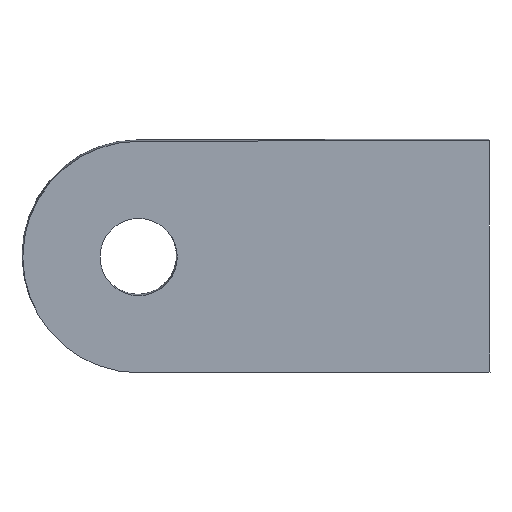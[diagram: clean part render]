
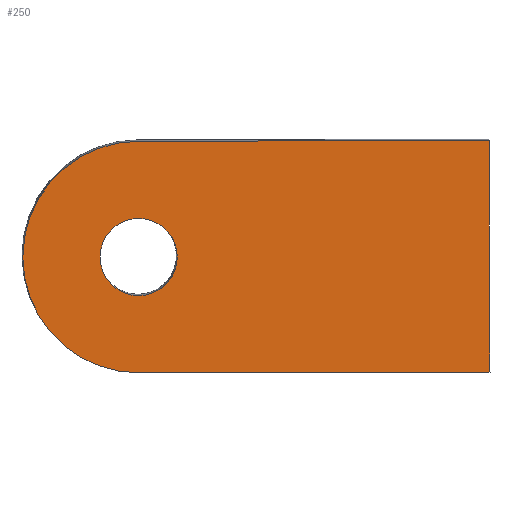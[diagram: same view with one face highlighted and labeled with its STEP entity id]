
A CAD part, left-side view. The second image highlights one B-rep face of the part: STEP entity #250.
In plain terms, the highlighted planar face has unit normal (-1, -0.013, -0.022).
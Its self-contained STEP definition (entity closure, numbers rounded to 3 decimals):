
#63=CARTESIAN_POINT('Vertex',(-1527.639,-252.586,-104.49)) ;
#77=CARTESIAN_POINT('Vertex',(-1527.769,-242.586,-104.49)) ;
#80=CARTESIAN_POINT('Axis2P3D Location',(-1527.704,-247.586,-104.49)) ;
#97=CARTESIAN_POINT('Axis2P3D Location',(-1527.704,-247.586,-104.49)) ;
#178=CARTESIAN_POINT('Vertex',(-1528.039,-247.562,-89.494)) ;
#181=CARTESIAN_POINT('Line Origine',(-1527.744,-270.295,-89.451)) ;
#185=CARTESIAN_POINT('Vertex',(-1527.45,-293.027,-89.409)) ;
#200=CARTESIAN_POINT('Axis2P3D Location',(-1532.234,-19.927,-34.246)) ;
#205=CARTESIAN_POINT('Line Origine',(-1527.073,-270.351,-119.444)) ;
#209=CARTESIAN_POINT('Vertex',(-1526.778,-293.092,-119.401)) ;
#211=CARTESIAN_POINT('Vertex',(-1527.368,-247.61,-119.486)) ;
#214=CARTESIAN_POINT('Line Origine',(-1526.947,-293.058,-111.89)) ;
#218=CARTESIAN_POINT('Vertex',(-1527.115,-293.023,-104.379)) ;
#221=CARTESIAN_POINT('Line Origine',(-1527.282,-293.025,-96.894)) ;
#226=CARTESIAN_POINT('Axis2P3D Location',(-1527.704,-247.586,-104.49)) ;
#230=CARTESIAN_POINT('Vertex',(-1527.898,-232.587,-104.518)) ;
#233=CARTESIAN_POINT('Axis2P3D Location',(-1527.704,-247.586,-104.49)) ;
#81=DIRECTION('Axis2P3D Direction',(1.,0.013,0.022)) ;
#98=DIRECTION('Axis2P3D Direction',(1.,0.013,0.022)) ;
#182=DIRECTION('Vector Direction',(0.013,-1.,0.002)) ;
#201=DIRECTION('Axis2P3D Direction',(1.,0.013,0.022)) ;
#202=DIRECTION('Axis2P3D XDirection',(-0.013,1.,0.)) ;
#206=DIRECTION('Vector Direction',(0.013,-1.,0.002)) ;
#215=DIRECTION('Vector Direction',(-0.022,0.005,1.)) ;
#222=DIRECTION('Vector Direction',(0.022,0.,-1.)) ;
#227=DIRECTION('Axis2P3D Direction',(1.,0.013,0.022)) ;
#234=DIRECTION('Axis2P3D Direction',(1.,0.013,0.022)) ;
#82=AXIS2_PLACEMENT_3D('Circle Axis2P3D',#80,#81,$) ;
#99=AXIS2_PLACEMENT_3D('Circle Axis2P3D',#97,#98,$) ;
#203=AXIS2_PLACEMENT_3D('Plane Axis2P3D',#200,#201,#202) ;
#228=AXIS2_PLACEMENT_3D('Circle Axis2P3D',#226,#227,$) ;
#235=AXIS2_PLACEMENT_3D('Circle Axis2P3D',#233,#234,$) ;
#239=ORIENTED_EDGE('',*,*,#213,.F.) ;
#240=ORIENTED_EDGE('',*,*,#220,.T.) ;
#241=ORIENTED_EDGE('',*,*,#225,.T.) ;
#242=ORIENTED_EDGE('',*,*,#187,.F.) ;
#243=ORIENTED_EDGE('',*,*,#232,.F.) ;
#244=ORIENTED_EDGE('',*,*,#237,.F.) ;
#247=ORIENTED_EDGE('',*,*,#101,.T.) ;
#248=ORIENTED_EDGE('',*,*,#84,.T.) ;
#249=FACE_BOUND('',#246,.T.) ;
#183=VECTOR('Line Direction',#182,1.) ;
#207=VECTOR('Line Direction',#206,1.) ;
#216=VECTOR('Line Direction',#215,1.) ;
#223=VECTOR('Line Direction',#222,1.) ;
#250=ADVANCED_FACE('Corps principal',(#245,#249),#204,.F.) ;
#83=CIRCLE('generated circle',#82,5.) ;
#100=CIRCLE('generated circle',#99,5.) ;
#229=CIRCLE('generated circle',#228,15.) ;
#236=CIRCLE('generated circle',#235,15.) ;
#84=EDGE_CURVE('',#64,#78,#83,.T.) ;
#101=EDGE_CURVE('',#78,#64,#100,.T.) ;
#187=EDGE_CURVE('',#179,#186,#184,.T.) ;
#213=EDGE_CURVE('',#210,#212,#208,.F.) ;
#220=EDGE_CURVE('',#210,#219,#217,.T.) ;
#225=EDGE_CURVE('',#219,#186,#224,.F.) ;
#232=EDGE_CURVE('',#231,#179,#229,.T.) ;
#237=EDGE_CURVE('',#212,#231,#236,.T.) ;
#238=EDGE_LOOP('',(#239,#240,#241,#242,#243,#244)) ;
#246=EDGE_LOOP('',(#247,#248)) ;
#245=FACE_OUTER_BOUND('',#238,.T.) ;
#184=LINE('Line',#181,#183) ;
#208=LINE('Line',#205,#207) ;
#217=LINE('Line',#214,#216) ;
#224=LINE('Line',#221,#223) ;
#204=PLANE('Plane',#203) ;
#64=VERTEX_POINT('',#63) ;
#78=VERTEX_POINT('',#77) ;
#179=VERTEX_POINT('',#178) ;
#186=VERTEX_POINT('',#185) ;
#210=VERTEX_POINT('',#209) ;
#212=VERTEX_POINT('',#211) ;
#219=VERTEX_POINT('',#218) ;
#231=VERTEX_POINT('',#230) ;
